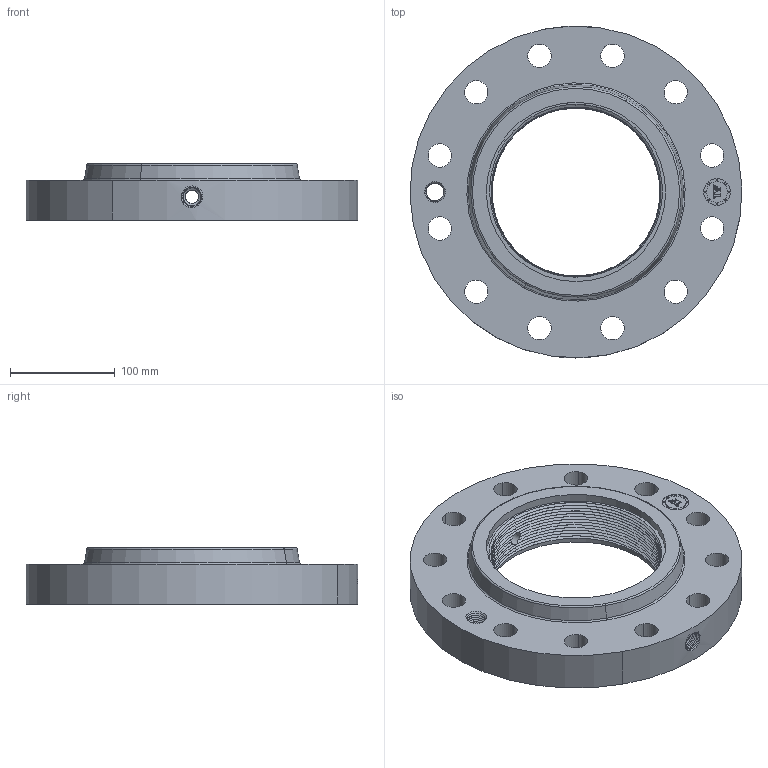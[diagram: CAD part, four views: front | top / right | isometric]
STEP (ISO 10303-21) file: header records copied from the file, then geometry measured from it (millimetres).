
FILE_DESCRIPTION(('3D STEP'),'2;1');
FILE_NAME('6-300-FF-THREADED-FLANGE.stp','2013-10-19T01:55:51+00:00',('Texas Flange'),(''),'CATIA Version 5 Release 20 SP 6 (IN-10)','CATIA V5 STEP AP214','800-826-3801');
FILE_SCHEMA(('AUTOMOTIVE_DESIGN { 1 0 10303 214 1 1 1 1 }'));
Length unit declared in the file: inch
Products named in the file (1): 6-300-FF-THREADED-FLANGE
Bounding box: 317.41 x 317.5 x 53.85 mm (x, y, z)
Volume: 2156070.6 mm3; surface area: 241235.1 mm2
Topology: 1 solids, 1 shells, 913 faces, 2431 edges, 1538 vertices
Faces by surface type: plane 370, bspline 357, cylinder 98, cone 80, revolution 4, torus 4
Entity records: 39340 total; most frequent: CARTESIAN_POINT 17966, ORIENTED_EDGE 4862, EDGE_CURVE 2431, DIRECTION 2122, VERTEX_POINT 1538, VECTOR 1210, LINE 1210, B_SPLINE_CURVE_WITH_KNOTS 1093
